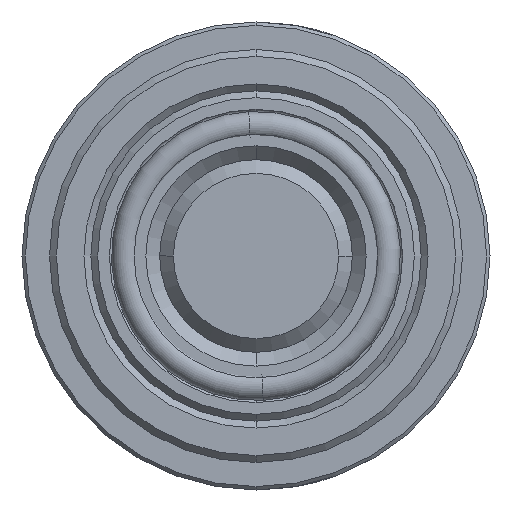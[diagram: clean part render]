
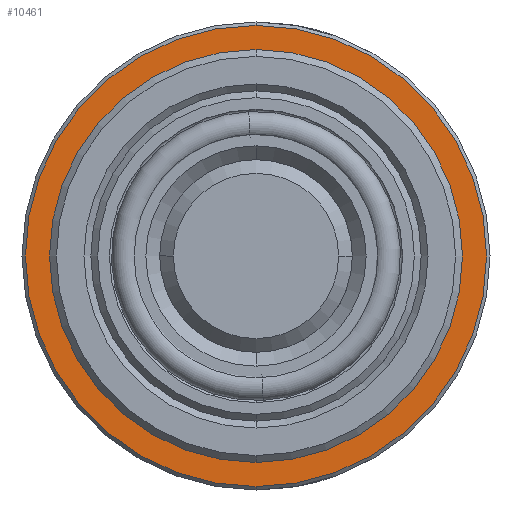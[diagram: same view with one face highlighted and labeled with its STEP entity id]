
A CAD part, front view. The second image highlights one B-rep face of the part: STEP entity #10461.
In plain terms, the highlighted planar face has unit normal (0, -1, 0).
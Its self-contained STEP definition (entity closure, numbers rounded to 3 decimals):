
#36 = CARTESIAN_POINT ( 'NONE',  ( 0., 20., 16.75 ) ) ;
#134 = EDGE_CURVE ( 'NONE', #17882, #15184, #12656, .T. ) ;
#708 = EDGE_LOOP ( 'NONE', ( #13525, #1731 ) ) ;
#1731 = ORIENTED_EDGE ( 'NONE', *, *, #134, .F. ) ;
#2424 = PLANE ( 'NONE',  #23969 ) ;
#2798 = CARTESIAN_POINT ( 'NONE',  ( 0., 20., 0. ) ) ;
#4996 = CARTESIAN_POINT ( 'NONE',  ( 0., 20., -14.8 ) ) ;
#6605 = VERTEX_POINT ( 'NONE', #6889 ) ;
#6889 = CARTESIAN_POINT ( 'NONE',  ( 0., 20., 14.8 ) ) ;
#7234 = ORIENTED_EDGE ( 'NONE', *, *, #14876, .T. ) ;
#7365 = CIRCLE ( 'NONE', #22685, 14.8 ) ;
#7847 = FACE_BOUND ( 'NONE', #12062, .T. ) ;
#7916 = DIRECTION ( 'NONE',  ( 0., 0., 1. ) ) ;
#9945 = DIRECTION ( 'NONE',  ( 0., -1., 0. ) ) ;
#10193 = FACE_OUTER_BOUND ( 'NONE', #708, .T. ) ;
#10324 = DIRECTION ( 'NONE',  ( 0., 1., 0. ) ) ;
#10461 = ADVANCED_FACE ( 'NONE', ( #7847, #10193 ), #2424, .T. ) ;
#10521 = VERTEX_POINT ( 'NONE', #4996 ) ;
#10544 = AXIS2_PLACEMENT_3D ( 'NONE', #13959, #21443, #7916 ) ;
#11258 = CARTESIAN_POINT ( 'NONE',  ( 0., 20., -16.75 ) ) ;
#11810 = DIRECTION ( 'NONE',  ( 0., 0., 1. ) ) ;
#12062 = EDGE_LOOP ( 'NONE', ( #7234, #23493 ) ) ;
#12248 = AXIS2_PLACEMENT_3D ( 'NONE', #2798, #10324, #11810 ) ;
#12656 = CIRCLE ( 'NONE', #12248, 16.75 ) ;
#12948 = CIRCLE ( 'NONE', #15637, 14.8 ) ;
#13525 = ORIENTED_EDGE ( 'NONE', *, *, #24060, .F. ) ;
#13959 = CARTESIAN_POINT ( 'NONE',  ( 0., 20., 0. ) ) ;
#14083 = CIRCLE ( 'NONE', #10544, 16.75 ) ;
#14876 = EDGE_CURVE ( 'NONE', #6605, #10521, #7365, .T. ) ;
#15184 = VERTEX_POINT ( 'NONE', #36 ) ;
#15498 = DIRECTION ( 'NONE',  ( 0., 0., -1. ) ) ;
#15637 = AXIS2_PLACEMENT_3D ( 'NONE', #21239, #21359, #19398 ) ;
#16394 = CARTESIAN_POINT ( 'NONE',  ( 0., 20., 0. ) ) ;
#16637 = DIRECTION ( 'NONE',  ( 0., 0., 1. ) ) ;
#17882 = VERTEX_POINT ( 'NONE', #11258 ) ;
#19398 = DIRECTION ( 'NONE',  ( 0., 0., 1. ) ) ;
#19418 = CARTESIAN_POINT ( 'NONE',  ( -14.8, 20., 0. ) ) ;
#21115 = DIRECTION ( 'NONE',  ( 0., 1., 0. ) ) ;
#21239 = CARTESIAN_POINT ( 'NONE',  ( 0., 20., 0. ) ) ;
#21359 = DIRECTION ( 'NONE',  ( 0., 1., 0. ) ) ;
#21443 = DIRECTION ( 'NONE',  ( 0., 1., 0. ) ) ;
#22685 = AXIS2_PLACEMENT_3D ( 'NONE', #16394, #21115, #16637 ) ;
#23493 = ORIENTED_EDGE ( 'NONE', *, *, #23700, .T. ) ;
#23700 = EDGE_CURVE ( 'NONE', #10521, #6605, #12948, .T. ) ;
#23969 = AXIS2_PLACEMENT_3D ( 'NONE', #19418, #9945, #15498 ) ;
#24060 = EDGE_CURVE ( 'NONE', #15184, #17882, #14083, .T. ) ;
